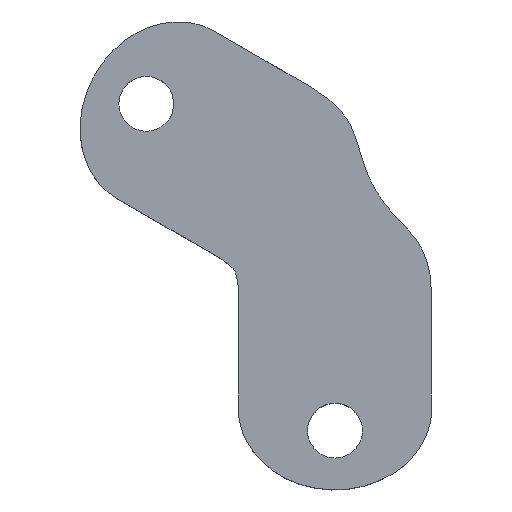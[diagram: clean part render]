
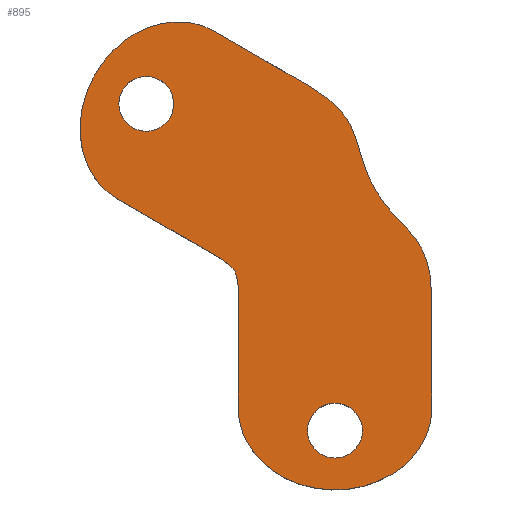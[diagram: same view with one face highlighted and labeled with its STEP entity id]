
A CAD part, top view. The second image highlights one B-rep face of the part: STEP entity #895.
In plain terms, the highlighted planar face has unit normal (0, 0, 1).
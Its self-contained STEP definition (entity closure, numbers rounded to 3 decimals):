
#4 = ORIENTED_EDGE ( 'NONE', *, *, #708, .T. ) ;
#8 = EDGE_CURVE ( 'NONE', #337, #1026, #760, .T. ) ;
#18 = CARTESIAN_POINT ( 'NONE',  ( -15., -55.637, 6.6 ) ) ;
#27 = AXIS2_PLACEMENT_3D ( 'NONE', #683, #506, #600 ) ;
#28 = ORIENTED_EDGE ( 'NONE', *, *, #101, .F. ) ;
#34 = EDGE_CURVE ( 'NONE', #626, #774, #810, .T. ) ;
#41 = VECTOR ( 'NONE', #374, 1000. ) ;
#47 = CARTESIAN_POINT ( 'NONE',  ( -15.24, -9.579, 6.6 ) ) ;
#52 = DIRECTION ( 'NONE',  ( 0., 0., 1. ) ) ;
#53 = CARTESIAN_POINT ( 'NONE',  ( 4.25, -33.775, 6.6 ) ) ;
#56 = B_SPLINE_CURVE_WITH_KNOTS ( 'NONE', 3,
 ( #519, #941, #47, #604 ),
 .UNSPECIFIED., .F., .F.,
 ( 4, 4 ),
 ( 0., 1. ),
 .UNSPECIFIED. ) ;
#58 = EDGE_CURVE ( 'NONE', #705, #892, #575, .T. ) ;
#67 = CIRCLE ( 'NONE', #322, 4.25 ) ;
#72 = CARTESIAN_POINT ( 'NONE',  ( -18.719, 28.128, 6.6 ) ) ;
#82 = CARTESIAN_POINT ( 'NONE',  ( 0., -33.775, 6.6 ) ) ;
#91 = LINE ( 'NONE', #298, #41 ) ;
#101 = EDGE_CURVE ( 'NONE', #729, #199, #979, .T. ) ;
#102 = CARTESIAN_POINT ( 'NONE',  ( 15., -30.275, 6.6 ) ) ;
#107 = CARTESIAN_POINT ( 'NONE',  ( 15., -55.637, 6.6 ) ) ;
#117 = VERTEX_POINT ( 'NONE', #126 ) ;
#126 = CARTESIAN_POINT ( 'NONE',  ( -15.578, -8.994, 6.6 ) ) ;
#135 = VERTEX_POINT ( 'NONE', #524 ) ;
#137 = DIRECTION ( 'NONE',  ( 1., 0., 0. ) ) ;
#140 = AXIS2_PLACEMENT_3D ( 'NONE', #841, #52, #689 ) ;
#150 = CARTESIAN_POINT ( 'NONE',  ( -15., -13.275, 6.6 ) ) ;
#160 = EDGE_CURVE ( 'NONE', #1026, #337, #67, .T. ) ;
#161 = DIRECTION ( 'NONE',  ( 0., 0., 1. ) ) ;
#166 = VECTOR ( 'NONE', #234, 1000. ) ;
#170 = EDGE_CURVE ( 'NONE', #523, #774, #91, .T. ) ;
#189 = FACE_BOUND ( 'NONE', #273, .T. ) ;
#199 = VERTEX_POINT ( 'NONE', #868 ) ;
#200 = EDGE_CURVE ( 'NONE', #527, #135, #678, .T. ) ;
#222 = CARTESIAN_POINT ( 'NONE',  ( 15., -13.275, 6.6 ) ) ;
#225 = CARTESIAN_POINT ( 'NONE',  ( 6.235, 3.6, 6.6 ) ) ;
#227 = FACE_OUTER_BOUND ( 'NONE', #716, .T. ) ;
#234 = DIRECTION ( 'NONE',  ( 0., -1., 0. ) ) ;
#236 = CARTESIAN_POINT ( 'NONE',  ( -15.916, -8.409, 6.6 ) ) ;
#241 = DIRECTION ( 'NONE',  ( 1., 0., 0. ) ) ;
#243 = ORIENTED_EDGE ( 'NONE', *, *, #740, .F. ) ;
#247 = DIRECTION ( 'NONE',  ( 1., 0., 0. ) ) ;
#273 = EDGE_LOOP ( 'NONE', ( #751, #28 ) ) ;
#282 = DIRECTION ( 'NONE',  ( 0., -1., 0. ) ) ;
#287 = CARTESIAN_POINT ( 'NONE',  ( -18.719, 28.128, 6.6 ) ) ;
#291 = DIRECTION ( 'NONE',  ( -0.866, 0.5, 0. ) ) ;
#298 = CARTESIAN_POINT ( 'NONE',  ( -3.996, 19.628, 6.6 ) ) ;
#301 = EDGE_CURVE ( 'NONE', #664, #117, #608, .T. ) ;
#310 = ORIENTED_EDGE ( 'NONE', *, *, #200, .T. ) ;
#314 = EDGE_CURVE ( 'NONE', #199, #729, #848, .T. ) ;
#315 = CARTESIAN_POINT ( 'NONE',  ( -16.899, -7.438, 6.6 ) ) ;
#320 = CARTESIAN_POINT ( 'NONE',  ( -18.996, -6.353, 6.6 ) ) ;
#322 = AXIS2_PLACEMENT_3D ( 'NONE', #778, #699, #137 ) ;
#337 = VERTEX_POINT ( 'NONE', #649 ) ;
#350 = CARTESIAN_POINT ( 'NONE',  ( -15., -13.275, 6.6 ) ) ;
#366 = CARTESIAN_POINT ( 'NONE',  ( -40.683, 40.809, 6.6 ) ) ;
#368 = ORIENTED_EDGE ( 'NONE', *, *, #58, .F. ) ;
#374 = DIRECTION ( 'NONE',  ( -0.866, 0.5, 0. ) ) ;
#388 = CARTESIAN_POINT ( 'NONE',  ( 6.235, 3.6, 6.6 ) ) ;
#416 = DIRECTION ( 'NONE',  ( 0., 0., 1. ) ) ;
#417 = ORIENTED_EDGE ( 'NONE', *, *, #1032, .T. ) ;
#435 = CARTESIAN_POINT ( 'NONE',  ( 15., -13.275, 6.6 ) ) ;
#446 = ORIENTED_EDGE ( 'NONE', *, *, #34, .F. ) ;
#475 = CARTESIAN_POINT ( 'NONE',  ( 15., -30.275, 6.6 ) ) ;
#480 = CARTESIAN_POINT ( 'NONE',  ( 0., -30.275, 6.6 ) ) ;
#487 = ORIENTED_EDGE ( 'NONE', *, *, #692, .F. ) ;
#499 = EDGE_LOOP ( 'NONE', ( #625, #560 ) ) ;
#506 = DIRECTION ( 'NONE',  ( 0., 0., -1. ) ) ;
#519 = CARTESIAN_POINT ( 'NONE',  ( -15., -13.275, 6.6 ) ) ;
#520 = VECTOR ( 'NONE', #291, 1000. ) ;
#523 = VERTEX_POINT ( 'NONE', #591 ) ;
#524 = CARTESIAN_POINT ( 'NONE',  ( -15., -30.275, 6.6 ) ) ;
#527 = VERTEX_POINT ( 'NONE', #350 ) ;
#529 = B_SPLINE_CURVE_WITH_KNOTS ( 'NONE', 3,
 ( #1027, #550, #545, #388 ),
 .UNSPECIFIED., .F., .F.,
 ( 4, 4 ),
 ( 0., 1. ),
 .UNSPECIFIED. ) ;
#531 = CARTESIAN_POINT ( 'NONE',  ( -18.996, -6.353, 6.6 ) ) ;
#545 = CARTESIAN_POINT ( 'NONE',  ( 2.365, 10.305, 6.6 ) ) ;
#550 = CARTESIAN_POINT ( 'NONE',  ( 4.878, 14.504, 6.6 ) ) ;
#560 = ORIENTED_EDGE ( 'NONE', *, *, #8, .T. ) ;
#563 =( BOUNDED_CURVE ( )  B_SPLINE_CURVE ( 3, ( #665, #18, #107, #102 ),
 .UNSPECIFIED., .F., .F. ) 
 B_SPLINE_CURVE_WITH_KNOTS ( ( 4, 4 ),
 ( 3.142, 6.283 ),
 .UNSPECIFIED. ) 
 CURVE ( )  GEOMETRIC_REPRESENTATION_ITEM ( )  RATIONAL_B_SPLINE_CURVE ( ( 1., 0.333, 0.333, 1. ) ) 
 REPRESENTATION_ITEM ( '' )  );
#570 = PLANE ( 'NONE',  #712 ) ;
#575 = LINE ( 'NONE', #435, #836 ) ;
#591 = CARTESIAN_POINT ( 'NONE',  ( -3.996, 19.628, 6.6 ) ) ;
#600 = DIRECTION ( 'NONE',  ( 1., 0., 0. ) ) ;
#604 = CARTESIAN_POINT ( 'NONE',  ( -15.578, -8.994, 6.6 ) ) ;
#608 = B_SPLINE_CURVE_WITH_KNOTS ( 'NONE', 3,
 ( #320, #315, #236, #953 ),
 .UNSPECIFIED., .F., .F.,
 ( 4, 4 ),
 ( 0., 1. ),
 .UNSPECIFIED. ) ;
#625 = ORIENTED_EDGE ( 'NONE', *, *, #160, .T. ) ;
#626 = VERTEX_POINT ( 'NONE', #663 ) ;
#635 = VERTEX_POINT ( 'NONE', #998 ) ;
#643 = AXIS2_PLACEMENT_3D ( 'NONE', #82, #161, #241 ) ;
#649 = CARTESIAN_POINT ( 'NONE',  ( -25., 16.887, 6.6 ) ) ;
#663 = CARTESIAN_POINT ( 'NONE',  ( -33.719, 2.147, 6.6 ) ) ;
#664 = VERTEX_POINT ( 'NONE', #531 ) ;
#665 = CARTESIAN_POINT ( 'NONE',  ( -15., -30.275, 6.6 ) ) ;
#678 = LINE ( 'NONE', #150, #166 ) ;
#683 = CARTESIAN_POINT ( 'NONE',  ( -29.25, 16.887, 6.6 ) ) ;
#689 = DIRECTION ( 'NONE',  ( 1., 0., 0. ) ) ;
#692 = EDGE_CURVE ( 'NONE', #527, #117, #56, .T. ) ;
#699 = DIRECTION ( 'NONE',  ( 0., 0., -1. ) ) ;
#705 = VERTEX_POINT ( 'NONE', #842 ) ;
#708 = EDGE_CURVE ( 'NONE', #705, #635, #759, .T. ) ;
#712 = AXIS2_PLACEMENT_3D ( 'NONE', #480, #416, #247 ) ;
#716 = EDGE_LOOP ( 'NONE', ( #310, #417, #368, #4, #905, #788, #446, #243, #958, #487 ) ) ;
#729 = VERTEX_POINT ( 'NONE', #53 ) ;
#740 = EDGE_CURVE ( 'NONE', #664, #626, #845, .T. ) ;
#751 = ORIENTED_EDGE ( 'NONE', *, *, #314, .F. ) ;
#752 = CARTESIAN_POINT ( 'NONE',  ( -55.683, 14.828, 6.6 ) ) ;
#759 = B_SPLINE_CURVE_WITH_KNOTS ( 'NONE', 3,
 ( #222, #935, #770, #225 ),
 .UNSPECIFIED., .F., .F.,
 ( 4, 4 ),
 ( 0., 1. ),
 .UNSPECIFIED. ) ;
#760 = CIRCLE ( 'NONE', #27, 4.25 ) ;
#770 = CARTESIAN_POINT ( 'NONE',  ( 10.106, -3.105, 6.6 ) ) ;
#774 = VERTEX_POINT ( 'NONE', #72 ) ;
#778 = CARTESIAN_POINT ( 'NONE',  ( -29.25, 16.887, 6.6 ) ) ;
#779 = EDGE_CURVE ( 'NONE', #523, #635, #529, .T. ) ;
#788 = ORIENTED_EDGE ( 'NONE', *, *, #170, .T. ) ;
#804 = CARTESIAN_POINT ( 'NONE',  ( -33.5, 16.887, 6.6 ) ) ;
#810 =( BOUNDED_CURVE ( )  B_SPLINE_CURVE ( 3, ( #914, #752, #366, #287 ),
 .UNSPECIFIED., .F., .F. ) 
 B_SPLINE_CURVE_WITH_KNOTS ( ( 4, 4 ),
 ( 3.142, 6.283 ),
 .UNSPECIFIED. ) 
 CURVE ( )  GEOMETRIC_REPRESENTATION_ITEM ( )  RATIONAL_B_SPLINE_CURVE ( ( 1., 0.333, 0.333, 1. ) ) 
 REPRESENTATION_ITEM ( '' )  );
#836 = VECTOR ( 'NONE', #282, 1000. ) ;
#841 = CARTESIAN_POINT ( 'NONE',  ( 0., -33.775, 6.6 ) ) ;
#842 = CARTESIAN_POINT ( 'NONE',  ( 15., -13.275, 6.6 ) ) ;
#845 = LINE ( 'NONE', #937, #520 ) ;
#848 = CIRCLE ( 'NONE', #643, 4.25 ) ;
#868 = CARTESIAN_POINT ( 'NONE',  ( -4.25, -33.775, 6.6 ) ) ;
#892 = VERTEX_POINT ( 'NONE', #475 ) ;
#895 = ADVANCED_FACE ( 'NONE', ( #227, #965, #189 ), #570, .T. ) ;
#905 = ORIENTED_EDGE ( 'NONE', *, *, #779, .F. ) ;
#914 = CARTESIAN_POINT ( 'NONE',  ( -33.719, 2.147, 6.6 ) ) ;
#935 = CARTESIAN_POINT ( 'NONE',  ( 15., -3.028, 6.6 ) ) ;
#937 = CARTESIAN_POINT ( 'NONE',  ( -18.996, -6.353, 6.6 ) ) ;
#941 = CARTESIAN_POINT ( 'NONE',  ( -14.891, -10.916, 6.6 ) ) ;
#953 = CARTESIAN_POINT ( 'NONE',  ( -15.578, -8.994, 6.6 ) ) ;
#958 = ORIENTED_EDGE ( 'NONE', *, *, #301, .T. ) ;
#965 = FACE_BOUND ( 'NONE', #499, .T. ) ;
#979 = CIRCLE ( 'NONE', #140, 4.25 ) ;
#998 = CARTESIAN_POINT ( 'NONE',  ( 6.235, 3.6, 6.6 ) ) ;
#1026 = VERTEX_POINT ( 'NONE', #804 ) ;
#1027 = CARTESIAN_POINT ( 'NONE',  ( -3.996, 19.628, 6.6 ) ) ;
#1032 = EDGE_CURVE ( 'NONE', #135, #892, #563, .T. ) ;
